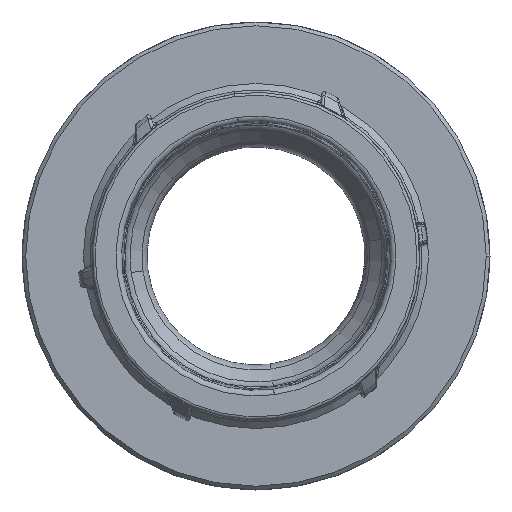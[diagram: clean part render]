
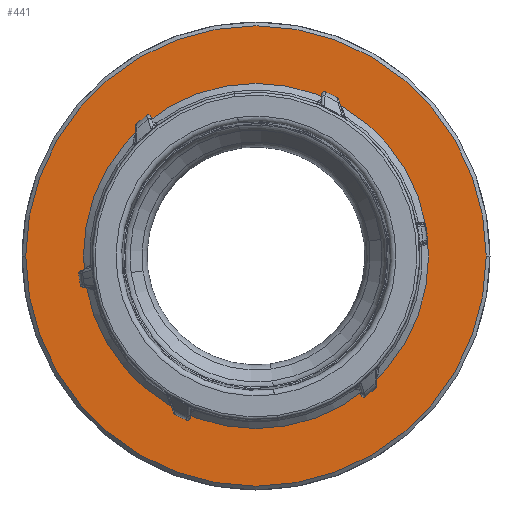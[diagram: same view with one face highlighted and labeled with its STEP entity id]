
A CAD part, front view. The second image highlights one B-rep face of the part: STEP entity #441.
In plain terms, the highlighted planar face has unit normal (0, -1, 0).
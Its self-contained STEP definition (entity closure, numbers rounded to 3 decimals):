
#441=ADVANCED_FACE('',(#1234,#1235),#1236,.F.);
#1234=FACE_OUTER_BOUND('',#2403,.T.);
#1235=FACE_BOUND('',#2404,.T.);
#1236=PLANE('',#2405);
#2403=EDGE_LOOP('',(#5807,#5808));
#2404=EDGE_LOOP('',(#5809,#5810));
#2405=AXIS2_PLACEMENT_3D('',#5811,#5812,#5813);
#5807=ORIENTED_EDGE('',*,*,#8859,.F.);
#5808=ORIENTED_EDGE('',*,*,#8851,.F.);
#5809=ORIENTED_EDGE('',*,*,#8860,.T.);
#5810=ORIENTED_EDGE('',*,*,#8855,.T.);
#5811=CARTESIAN_POINT('',(0.,0.,0.0));
#5812=DIRECTION('',(0.0,1.0,0.0));
#5813=DIRECTION('',(1.0,0.0,-0.0));
#8851=EDGE_CURVE('',#10221,#10223,#10224,.T.);
#8855=EDGE_CURVE('',#10230,#10227,#10231,.T.);
#8859=EDGE_CURVE('',#10223,#10221,#10236,.T.);
#8860=EDGE_CURVE('',#10227,#10230,#10237,.T.);
#10221=VERTEX_POINT('',#12267);
#10223=VERTEX_POINT('',#12270);
#10224=CIRCLE('',#12271,41.85);
#10227=VERTEX_POINT('',#12275);
#10230=VERTEX_POINT('',#12279);
#10231=CIRCLE('',#12280,31.375);
#10236=CIRCLE('',#12286,41.85);
#10237=CIRCLE('',#12287,31.375);
#12267=CARTESIAN_POINT('',(41.85,0.,0.));
#12270=CARTESIAN_POINT('',(-41.85,0.,0.));
#12271=AXIS2_PLACEMENT_3D('',#15411,#15412,#15413);
#12275=CARTESIAN_POINT('',(31.375,0.,0.));
#12279=CARTESIAN_POINT('',(-31.375,0.,0.));
#12280=AXIS2_PLACEMENT_3D('',#15416,#15417,#15418);
#12286=AXIS2_PLACEMENT_3D('',#15423,#15424,#15425);
#12287=AXIS2_PLACEMENT_3D('',#15426,#15427,#15428);
#15411=CARTESIAN_POINT('',(0.0,0.,0.0));
#15412=DIRECTION('',(-0.0,1.0,0.0));
#15413=DIRECTION('',(1.0,0.0,0.0));
#15416=CARTESIAN_POINT('',(0.0,0.,0.0));
#15417=DIRECTION('',(0.0,1.0,0.0));
#15418=DIRECTION('',(-1.0,0.0,0.0));
#15423=CARTESIAN_POINT('',(0.0,0.,0.0));
#15424=DIRECTION('',(-0.0,1.0,0.0));
#15425=DIRECTION('',(1.0,0.0,0.0));
#15426=CARTESIAN_POINT('',(0.0,0.,0.0));
#15427=DIRECTION('',(0.0,1.0,0.0));
#15428=DIRECTION('',(-1.0,0.0,0.0));
